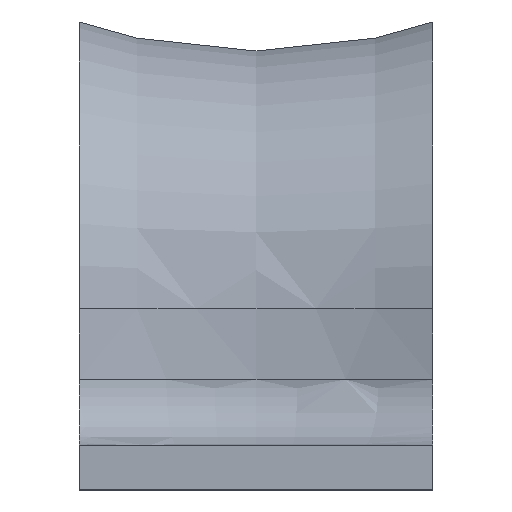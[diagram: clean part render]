
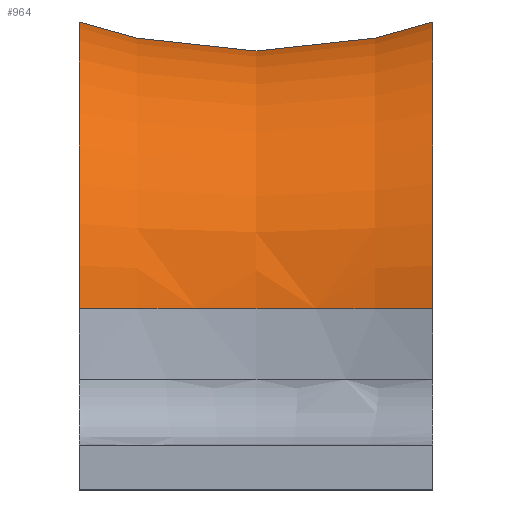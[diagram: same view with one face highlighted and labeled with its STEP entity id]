
A CAD part, front view. The second image highlights one B-rep face of the part: STEP entity #964.
In plain terms, the highlighted toroidal (fillet/blend) face has major radius 18.343 mm and minor radius 12.5 mm.
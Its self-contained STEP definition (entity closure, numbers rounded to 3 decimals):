
#703=AXIS2_PLACEMENT_3D('Circle Axis2P3D',#701,#702,$) ;
#710=AXIS2_PLACEMENT_3D('Circle Axis2P3D',#708,#709,$) ;
#942=AXIS2_PLACEMENT_3D('Torus Axis2P3D',#939,#940,#941) ;
#946=AXIS2_PLACEMENT_3D('Circle Axis2P3D',#944,#945,$) ;
#953=AXIS2_PLACEMENT_3D('Circle Axis2P3D',#951,#952,$) ;
#257=CARTESIAN_POINT('Vertex',(0.,7.5,4.1)) ;
#261=CARTESIAN_POINT('Control Point',(0.,7.5,4.1)) ;
#262=CARTESIAN_POINT('Control Point',(0.,7.5,4.724)) ;
#263=CARTESIAN_POINT('Control Point',(0.,7.575,5.349)) ;
#264=CARTESIAN_POINT('Control Point',(0.,7.725,5.961)) ;
#265=CARTESIAN_POINT('Control Point',(0.,8.169,7.138)) ;
#266=CARTESIAN_POINT('Control Point',(0.,8.879,8.177)) ;
#267=CARTESIAN_POINT('Control Point',(0.,9.295,8.651)) ;
#268=CARTESIAN_POINT('Control Point',(0.,10.233,9.489)) ;
#269=CARTESIAN_POINT('Control Point',(0.,11.343,10.082)) ;
#270=CARTESIAN_POINT('Control Point',(0.,11.931,10.31)) ;
#271=CARTESIAN_POINT('Control Point',(0.,13.15,10.62)) ;
#272=CARTESIAN_POINT('Control Point',(0.,14.408,10.633)) ;
#273=CARTESIAN_POINT('Control Point',(0.,15.035,10.563)) ;
#274=CARTESIAN_POINT('Control Point',(0.,16.259,10.275)) ;
#275=CARTESIAN_POINT('Control Point',(0.,17.381,9.705)) ;
#276=CARTESIAN_POINT('Control Point',(0.,17.904,9.353)) ;
#277=CARTESIAN_POINT('Control Point',(0.,18.857,8.532)) ;
#278=CARTESIAN_POINT('Control Point',(0.,19.588,7.508)) ;
#279=CARTESIAN_POINT('Control Point',(0.,19.89,6.955)) ;
#280=CARTESIAN_POINT('Control Point',(0.,20.248,6.055)) ;
#281=CARTESIAN_POINT('Control Point',(0.,20.434,5.109)) ;
#282=CARTESIAN_POINT('Control Point',(0.,20.478,4.774)) ;
#283=CARTESIAN_POINT('Control Point',(0.,20.5,4.437)) ;
#284=CARTESIAN_POINT('Control Point',(0.,20.5,4.1)) ;
#285=CARTESIAN_POINT('Vertex',(0.,20.5,4.1)) ;
#512=CARTESIAN_POINT('Vertex',(8.,20.5,4.1)) ;
#516=CARTESIAN_POINT('Control Point',(8.,7.5,4.1)) ;
#517=CARTESIAN_POINT('Control Point',(8.,7.5,4.724)) ;
#518=CARTESIAN_POINT('Control Point',(8.,7.575,5.349)) ;
#519=CARTESIAN_POINT('Control Point',(8.,7.725,5.961)) ;
#520=CARTESIAN_POINT('Control Point',(8.,8.169,7.138)) ;
#521=CARTESIAN_POINT('Control Point',(8.,8.879,8.177)) ;
#522=CARTESIAN_POINT('Control Point',(8.,9.295,8.651)) ;
#523=CARTESIAN_POINT('Control Point',(8.,10.233,9.489)) ;
#524=CARTESIAN_POINT('Control Point',(8.,11.343,10.082)) ;
#525=CARTESIAN_POINT('Control Point',(8.,11.931,10.31)) ;
#526=CARTESIAN_POINT('Control Point',(8.,13.15,10.62)) ;
#527=CARTESIAN_POINT('Control Point',(8.,14.408,10.633)) ;
#528=CARTESIAN_POINT('Control Point',(8.,15.035,10.563)) ;
#529=CARTESIAN_POINT('Control Point',(8.,16.259,10.275)) ;
#530=CARTESIAN_POINT('Control Point',(8.,17.381,9.705)) ;
#531=CARTESIAN_POINT('Control Point',(8.,17.904,9.353)) ;
#532=CARTESIAN_POINT('Control Point',(8.,18.857,8.532)) ;
#533=CARTESIAN_POINT('Control Point',(8.,19.588,7.508)) ;
#534=CARTESIAN_POINT('Control Point',(8.,19.89,6.955)) ;
#535=CARTESIAN_POINT('Control Point',(8.,20.248,6.055)) ;
#536=CARTESIAN_POINT('Control Point',(8.,20.434,5.109)) ;
#537=CARTESIAN_POINT('Control Point',(8.,20.478,4.774)) ;
#538=CARTESIAN_POINT('Control Point',(8.,20.5,4.437)) ;
#539=CARTESIAN_POINT('Control Point',(8.,20.5,4.1)) ;
#540=CARTESIAN_POINT('Vertex',(8.,7.5,4.1)) ;
#701=CARTESIAN_POINT('Axis2P3D Location',(4.,-4.343,4.1)) ;
#705=CARTESIAN_POINT('Vertex',(4.,8.157,4.1)) ;
#708=CARTESIAN_POINT('Axis2P3D Location',(4.,-4.343,4.1)) ;
#939=CARTESIAN_POINT('Axis2P3D Location',(4.,14.,4.1)) ;
#944=CARTESIAN_POINT('Axis2P3D Location',(4.,32.343,4.1)) ;
#948=CARTESIAN_POINT('Vertex',(4.,19.843,4.1)) ;
#951=CARTESIAN_POINT('Axis2P3D Location',(4.,32.343,4.1)) ;
#702=DIRECTION('Axis2P3D Direction',(-0.,0.,-1.)) ;
#709=DIRECTION('Axis2P3D Direction',(-0.,0.,-1.)) ;
#940=DIRECTION('Axis2P3D Direction',(-1.,0.,0.)) ;
#941=DIRECTION('Axis2P3D XDirection',(0.,-1.,0.)) ;
#945=DIRECTION('Axis2P3D Direction',(0.,0.,1.)) ;
#952=DIRECTION('Axis2P3D Direction',(0.,0.,1.)) ;
#957=ORIENTED_EDGE('',*,*,#707,.T.) ;
#958=ORIENTED_EDGE('',*,*,#542,.T.) ;
#959=ORIENTED_EDGE('',*,*,#950,.F.) ;
#960=ORIENTED_EDGE('',*,*,#955,.F.) ;
#961=ORIENTED_EDGE('',*,*,#287,.F.) ;
#962=ORIENTED_EDGE('',*,*,#712,.T.) ;
#964=ADVANCED_FACE('Hauptk\X2\00F6\X0\rper',(#963),#943,.F.) ;
#260=B_SPLINE_CURVE_WITH_KNOTS('',5,(#261,#262,#263,#264,#265,#266,#267,#268,#269,#270,#271,#272,#273,#274,#275,#276,#277,#278,#279,#280,#281,#282,#283,#284),.UNSPECIFIED.,.F.,.U.,(6,3,3,3,3,3,3,6),(0.,4.416,8.832,13.248,17.663,22.079,26.495,28.878),.UNSPECIFIED.) ;
#515=B_SPLINE_CURVE_WITH_KNOTS('',5,(#516,#517,#518,#519,#520,#521,#522,#523,#524,#525,#526,#527,#528,#529,#530,#531,#532,#533,#534,#535,#536,#537,#538,#539),.UNSPECIFIED.,.F.,.U.,(6,3,3,3,3,3,3,6),(0.,4.416,8.832,13.248,17.663,22.079,26.495,28.878),.UNSPECIFIED.) ;
#704=CIRCLE('generated circle',#703,12.5) ;
#711=CIRCLE('generated circle',#710,12.5) ;
#947=CIRCLE('generated circle',#946,12.5) ;
#954=CIRCLE('generated circle',#953,12.5) ;
#943=TOROIDAL_SURFACE('homeo Torus',#942,18.343,12.5) ;
#287=EDGE_CURVE('',#258,#286,#260,.T.) ;
#542=EDGE_CURVE('',#541,#513,#515,.T.) ;
#707=EDGE_CURVE('',#706,#541,#704,.T.) ;
#712=EDGE_CURVE('',#258,#706,#711,.T.) ;
#950=EDGE_CURVE('',#949,#513,#947,.T.) ;
#955=EDGE_CURVE('',#286,#949,#954,.T.) ;
#956=EDGE_LOOP('',(#957,#958,#959,#960,#961,#962)) ;
#963=FACE_OUTER_BOUND('',#956,.T.) ;
#258=VERTEX_POINT('',#257) ;
#286=VERTEX_POINT('',#285) ;
#513=VERTEX_POINT('',#512) ;
#541=VERTEX_POINT('',#540) ;
#706=VERTEX_POINT('',#705) ;
#949=VERTEX_POINT('',#948) ;
